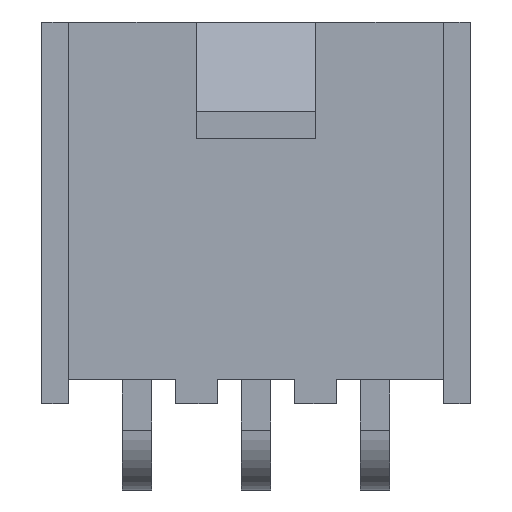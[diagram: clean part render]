
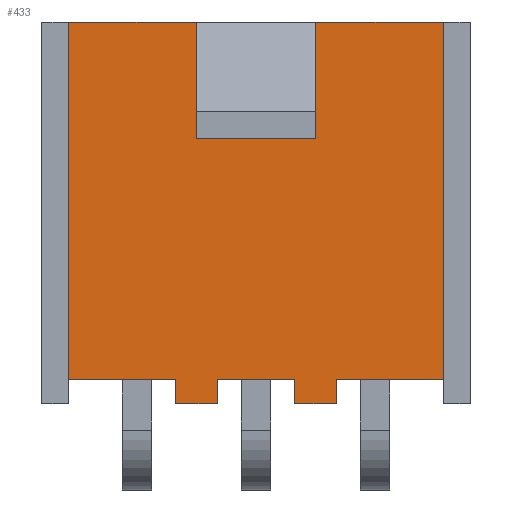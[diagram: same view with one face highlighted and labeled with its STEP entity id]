
A CAD part, top view. The second image highlights one B-rep face of the part: STEP entity #433.
In plain terms, the highlighted planar face has unit normal (0, 0, 1).
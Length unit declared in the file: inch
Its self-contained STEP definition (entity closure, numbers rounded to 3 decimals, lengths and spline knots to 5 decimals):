
#433 = ADVANCED_FACE( '', ( #838 ), #839, .F. );
#838 = FACE_OUTER_BOUND( '', #1222, .T. );
#839 = PLANE( '', #1223 );
#1222 = EDGE_LOOP( '', ( #2407, #2408, #2409, #2410, #2411, #2412, #2413, #2414, #2415, #2416, #2417, #2418, #2419, #2420, #2421, #2422 ) );
#1223 = AXIS2_PLACEMENT_3D( '', #2423, #2424, #2425 );
#2407 = ORIENTED_EDGE( '', *, *, #2761, .F. );
#2408 = ORIENTED_EDGE( '', *, *, #2608, .F. );
#2409 = ORIENTED_EDGE( '', *, *, #2571, .T. );
#2410 = ORIENTED_EDGE( '', *, *, #2591, .T. );
#2411 = ORIENTED_EDGE( '', *, *, #2760, .F. );
#2412 = ORIENTED_EDGE( '', *, *, #2773, .T. );
#2413 = ORIENTED_EDGE( '', *, *, #2685, .F. );
#2414 = ORIENTED_EDGE( '', *, *, #2730, .T. );
#2415 = ORIENTED_EDGE( '', *, *, #2493, .T. );
#2416 = ORIENTED_EDGE( '', *, *, #2902, .T. );
#2417 = ORIENTED_EDGE( '', *, *, #2681, .F. );
#2418 = ORIENTED_EDGE( '', *, *, #2872, .T. );
#2419 = ORIENTED_EDGE( '', *, *, #2883, .T. );
#2420 = ORIENTED_EDGE( '', *, *, #2660, .T. );
#2421 = ORIENTED_EDGE( '', *, *, #2678, .F. );
#2422 = ORIENTED_EDGE( '', *, *, #2779, .F. );
#2423 = CARTESIAN_POINT( '', ( -0.1575, 0.32, 0.1 ) );
#2424 = DIRECTION( '', ( 0., 0., -1. ) );
#2425 = DIRECTION( '', ( -1., 0., 0. ) );
#2493 = EDGE_CURVE( '', #3022, #3019, #3023, .T. );
#2571 = EDGE_CURVE( '', #3162, #3160, #3163, .T. );
#2591 = EDGE_CURVE( '', #3160, #3195, #3197, .T. );
#2608 = EDGE_CURVE( '', #3162, #3224, #3225, .T. );
#2660 = EDGE_CURVE( '', #3301, #3302, #3303, .T. );
#2678 = EDGE_CURVE( '', #3327, #3302, #3329, .T. );
#2681 = EDGE_CURVE( '', #3332, #3334, #3335, .T. );
#2685 = EDGE_CURVE( '', #3340, #3342, #3343, .T. );
#2730 = EDGE_CURVE( '', #3340, #3022, #3409, .T. );
#2760 = EDGE_CURVE( '', #3451, #3195, #3453, .T. );
#2761 = EDGE_CURVE( '', #3224, #3454, #3455, .T. );
#2773 = EDGE_CURVE( '', #3451, #3342, #3470, .T. );
#2779 = EDGE_CURVE( '', #3454, #3327, #3478, .T. );
#2872 = EDGE_CURVE( '', #3332, #3584, #3585, .T. );
#2883 = EDGE_CURVE( '', #3584, #3301, #3596, .T. );
#2902 = EDGE_CURVE( '', #3019, #3334, #3615, .T. );
#3019 = VERTEX_POINT( '', #3786 );
#3022 = VERTEX_POINT( '', #3790 );
#3023 = LINE( '', #3791, #3792 );
#3160 = VERTEX_POINT( '', #3991 );
#3162 = VERTEX_POINT( '', #3994 );
#3163 = LINE( '', #3995, #3996 );
#3195 = VERTEX_POINT( '', #4041 );
#3197 = LINE( '', #4044, #4045 );
#3224 = VERTEX_POINT( '', #4085 );
#3225 = LINE( '', #4086, #4087 );
#3301 = VERTEX_POINT( '', #4198 );
#3302 = VERTEX_POINT( '', #4199 );
#3303 = LINE( '', #4200, #4201 );
#3327 = VERTEX_POINT( '', #4237 );
#3329 = LINE( '', #4240, #4241 );
#3332 = VERTEX_POINT( '', #4245 );
#3334 = VERTEX_POINT( '', #4248 );
#3335 = LINE( '', #4249, #4250 );
#3340 = VERTEX_POINT( '', #4257 );
#3342 = VERTEX_POINT( '', #4260 );
#3343 = LINE( '', #4261, #4262 );
#3409 = LINE( '', #4364, #4365 );
#3451 = VERTEX_POINT( '', #4433 );
#3453 = LINE( '', #4436, #4437 );
#3454 = VERTEX_POINT( '', #4438 );
#3455 = LINE( '', #4439, #4440 );
#3470 = LINE( '', #4462, #4463 );
#3478 = LINE( '', #4475, #4476 );
#3584 = VERTEX_POINT( '', #4630 );
#3585 = LINE( '', #4631, #4632 );
#3596 = LINE( '', #4646, #4647 );
#3615 = LINE( '', #4669, #4670 );
#3786 = CARTESIAN_POINT( '', ( -0.0325, 0., 0.1 ) );
#3790 = CARTESIAN_POINT( '', ( -0.0675, 0., 0.1 ) );
#3791 = CARTESIAN_POINT( '', ( -0.1575, 0., 0.1 ) );
#3792 = VECTOR( '', #4727, 39.37008 );
#3991 = CARTESIAN_POINT( '', ( -0.05, 0.233, 0.1 ) );
#3994 = CARTESIAN_POINT( '', ( 0.05, 0.233, 0.1 ) );
#3995 = CARTESIAN_POINT( '', ( 0.05, 0.233, 0.1 ) );
#3996 = VECTOR( '', #4803, 39.37008 );
#4041 = CARTESIAN_POINT( '', ( -0.05, 0.32, 0.1 ) );
#4044 = CARTESIAN_POINT( '', ( -0.05, 0.233, 0.1 ) );
#4045 = VECTOR( '', #4824, 39.37008 );
#4085 = CARTESIAN_POINT( '', ( 0.05, 0.32, 0.1 ) );
#4086 = CARTESIAN_POINT( '', ( 0.05, 0.233, 0.1 ) );
#4087 = VECTOR( '', #4838, 39.37008 );
#4198 = CARTESIAN_POINT( '', ( 0.0675, 0., 0.1 ) );
#4199 = CARTESIAN_POINT( '', ( 0.0675, 0.02, 0.1 ) );
#4200 = CARTESIAN_POINT( '', ( 0.0675, 0.02, 0.1 ) );
#4201 = VECTOR( '', #4883, 39.37008 );
#4237 = CARTESIAN_POINT( '', ( 0.1575, 0.02, 0.1 ) );
#4240 = CARTESIAN_POINT( '', ( 0.18, 0.02, 0.1 ) );
#4241 = VECTOR( '', #4897, 39.37008 );
#4245 = CARTESIAN_POINT( '', ( 0.0325, 0.02, 0.1 ) );
#4248 = CARTESIAN_POINT( '', ( -0.0325, 0.02, 0.1 ) );
#4249 = CARTESIAN_POINT( '', ( 0.18, 0.02, 0.1 ) );
#4250 = VECTOR( '', #4900, 39.37008 );
#4257 = CARTESIAN_POINT( '', ( -0.0675, 0.02, 0.1 ) );
#4260 = CARTESIAN_POINT( '', ( -0.1575, 0.02, 0.1 ) );
#4261 = CARTESIAN_POINT( '', ( 0.18, 0.02, 0.1 ) );
#4262 = VECTOR( '', #4904, 39.37008 );
#4364 = CARTESIAN_POINT( '', ( -0.0675, -0.02, 0.1 ) );
#4365 = VECTOR( '', #4944, 39.37008 );
#4433 = CARTESIAN_POINT( '', ( -0.1575, 0.32, 0.1 ) );
#4436 = CARTESIAN_POINT( '', ( -0.1575, 0.32, 0.1 ) );
#4437 = VECTOR( '', #4972, 39.37008 );
#4438 = CARTESIAN_POINT( '', ( 0.1575, 0.32, 0.1 ) );
#4439 = CARTESIAN_POINT( '', ( -0.1575, 0.32, 0.1 ) );
#4440 = VECTOR( '', #4973, 39.37008 );
#4462 = CARTESIAN_POINT( '', ( -0.1575, 0.32, 0.1 ) );
#4463 = VECTOR( '', #4981, 39.37008 );
#4475 = CARTESIAN_POINT( '', ( 0.1575, 0.32, 0.1 ) );
#4476 = VECTOR( '', #4986, 39.37008 );
#4630 = CARTESIAN_POINT( '', ( 0.0325, 0., 0.1 ) );
#4631 = CARTESIAN_POINT( '', ( 0.0325, 0., 0.1 ) );
#4632 = VECTOR( '', #5041, 39.37008 );
#4646 = CARTESIAN_POINT( '', ( -0.1575, 0., 0.1 ) );
#4647 = VECTOR( '', #5045, 39.37008 );
#4669 = CARTESIAN_POINT( '', ( -0.0325, 0.02, 0.1 ) );
#4670 = VECTOR( '', #5049, 39.37008 );
#4727 = DIRECTION( '', ( 1., 0., 0. ) );
#4803 = DIRECTION( '', ( -1., 0., 0. ) );
#4824 = DIRECTION( '', ( 0., 1., 0. ) );
#4838 = DIRECTION( '', ( 0., 1., 0. ) );
#4883 = DIRECTION( '', ( 0., 1., 0. ) );
#4897 = DIRECTION( '', ( -1., 0., 0. ) );
#4900 = DIRECTION( '', ( -1., 0., 0. ) );
#4904 = DIRECTION( '', ( -1., 0., 0. ) );
#4944 = DIRECTION( '', ( 0., -1., 0. ) );
#4972 = DIRECTION( '', ( 1., 0., 0. ) );
#4973 = DIRECTION( '', ( 1., 0., 0. ) );
#4981 = DIRECTION( '', ( 0., -1., 0. ) );
#4986 = DIRECTION( '', ( 0., -1., 0. ) );
#5041 = DIRECTION( '', ( 0., -1., 0. ) );
#5045 = DIRECTION( '', ( 1., 0., 0. ) );
#5049 = DIRECTION( '', ( 0., 1., 0. ) );
